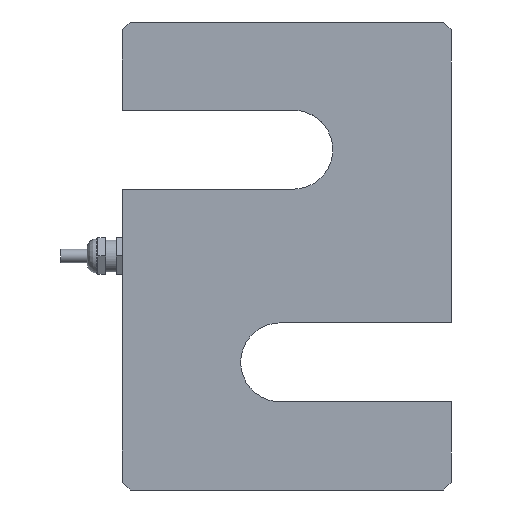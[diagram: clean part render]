
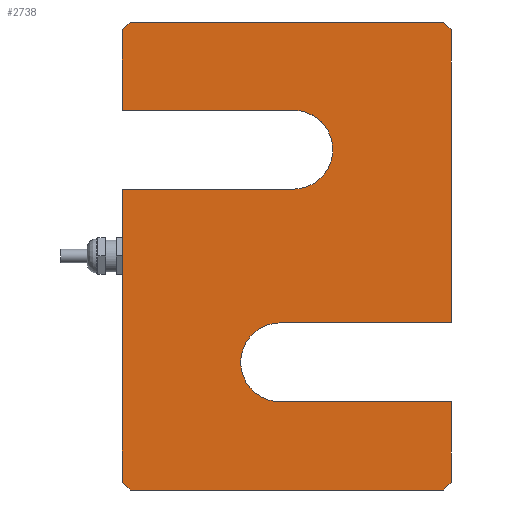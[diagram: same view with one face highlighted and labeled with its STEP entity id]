
A CAD part, front view. The second image highlights one B-rep face of the part: STEP entity #2738.
In plain terms, the highlighted planar face has unit normal (0, -1, 0).
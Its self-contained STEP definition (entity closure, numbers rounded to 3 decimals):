
#309=PLANE('',#2939);
#433=FACE_OUTER_BOUND('',#598,.T.);
#598=EDGE_LOOP('',(#2164,#2165,#2166,#2167,#2168,#2169,#2170,#2171,#2172,
#2173,#2174,#2175,#2176,#2177,#2178,#2179));
#769=LINE('',#7727,#934);
#772=LINE('',#7733,#937);
#775=LINE('',#7739,#940);
#777=LINE('',#7800,#942);
#781=LINE('',#7862,#946);
#783=LINE('',#7866,#948);
#785=LINE('',#7872,#950);
#787=LINE('',#7876,#952);
#788=LINE('',#8120,#953);
#790=LINE('',#8124,#955);
#792=LINE('',#8128,#957);
#793=LINE('',#8131,#958);
#794=LINE('',#8134,#959);
#795=LINE('',#8136,#960);
#934=VECTOR('',#3369,10.);
#937=VECTOR('',#3374,10.);
#940=VECTOR('',#3379,10.);
#942=VECTOR('',#3383,10.);
#946=VECTOR('',#3389,10.);
#948=VECTOR('',#3393,10.);
#950=VECTOR('',#3399,10.);
#952=VECTOR('',#3403,10.);
#953=VECTOR('',#3406,10.);
#955=VECTOR('',#3410,10.);
#957=VECTOR('',#3414,10.);
#958=VECTOR('',#3417,10.);
#959=VECTOR('',#3420,10.);
#960=VECTOR('',#3423,10.);
#995=CIRCLE('',#2940,15.);
#996=CIRCLE('',#2941,15.);
#1207=VERTEX_POINT('',#7723);
#1208=VERTEX_POINT('',#7725);
#1209=VERTEX_POINT('',#7729);
#1210=VERTEX_POINT('',#7731);
#1211=VERTEX_POINT('',#7735);
#1212=VERTEX_POINT('',#7737);
#1214=VERTEX_POINT('',#7797);
#1215=VERTEX_POINT('',#7799);
#1217=VERTEX_POINT('',#7860);
#1218=VERTEX_POINT('',#7864);
#1220=VERTEX_POINT('',#7870);
#1221=VERTEX_POINT('',#7874);
#1222=VERTEX_POINT('',#8122);
#1223=VERTEX_POINT('',#8126);
#1224=VERTEX_POINT('',#8130);
#1225=VERTEX_POINT('',#8133);
#1569=EDGE_CURVE('',#1207,#1208,#769,.T.);
#1572=EDGE_CURVE('',#1209,#1210,#772,.T.);
#1575=EDGE_CURVE('',#1211,#1212,#775,.T.);
#1578=EDGE_CURVE('',#1215,#1214,#777,.T.);
#1583=EDGE_CURVE('',#1217,#1215,#781,.T.);
#1585=EDGE_CURVE('',#1212,#1218,#783,.T.);
#1588=EDGE_CURVE('',#1220,#1218,#785,.T.);
#1590=EDGE_CURVE('',#1220,#1221,#787,.T.);
#1593=EDGE_CURVE('',#1209,#1221,#788,.T.);
#1595=EDGE_CURVE('',#1208,#1222,#790,.T.);
#1597=EDGE_CURVE('',#1223,#1222,#792,.T.);
#1598=EDGE_CURVE('',#1217,#1224,#793,.T.);
#1599=EDGE_CURVE('',#1214,#1211,#995,.T.);
#1600=EDGE_CURVE('',#1210,#1225,#794,.T.);
#1601=EDGE_CURVE('',#1225,#1207,#996,.T.);
#1602=EDGE_CURVE('',#1223,#1224,#795,.T.);
#2164=ORIENTED_EDGE('',*,*,#1598,.F.);
#2165=ORIENTED_EDGE('',*,*,#1583,.T.);
#2166=ORIENTED_EDGE('',*,*,#1578,.T.);
#2167=ORIENTED_EDGE('',*,*,#1599,.T.);
#2168=ORIENTED_EDGE('',*,*,#1575,.T.);
#2169=ORIENTED_EDGE('',*,*,#1585,.T.);
#2170=ORIENTED_EDGE('',*,*,#1588,.F.);
#2171=ORIENTED_EDGE('',*,*,#1590,.T.);
#2172=ORIENTED_EDGE('',*,*,#1593,.F.);
#2173=ORIENTED_EDGE('',*,*,#1572,.T.);
#2174=ORIENTED_EDGE('',*,*,#1600,.T.);
#2175=ORIENTED_EDGE('',*,*,#1601,.T.);
#2176=ORIENTED_EDGE('',*,*,#1569,.T.);
#2177=ORIENTED_EDGE('',*,*,#1595,.T.);
#2178=ORIENTED_EDGE('',*,*,#1597,.F.);
#2179=ORIENTED_EDGE('',*,*,#1602,.T.);
#2738=ADVANCED_FACE('',(#433),#309,.F.);
#2939=AXIS2_PLACEMENT_3D('',#8129,#3415,#3416);
#2940=AXIS2_PLACEMENT_3D('',#8132,#3418,#3419);
#2941=AXIS2_PLACEMENT_3D('',#8135,#3421,#3422);
#3369=DIRECTION('',(1.,0.,0.));
#3374=DIRECTION('',(0.,0.,1.));
#3379=DIRECTION('',(-1.,0.,0.));
#3383=DIRECTION('',(1.,0.,0.));
#3389=DIRECTION('',(0.,0.,-1.));
#3393=DIRECTION('',(0.,0.,-1.));
#3399=DIRECTION('',(-0.707,0.,0.707));
#3403=DIRECTION('',(1.,0.,0.));
#3406=DIRECTION('',(-0.707,0.,-0.707));
#3410=DIRECTION('',(0.,0.,1.));
#3414=DIRECTION('',(0.707,0.,-0.707));
#3415=DIRECTION('center_axis',(0.,1.,0.));
#3416=DIRECTION('ref_axis',(1.,0.,0.));
#3417=DIRECTION('',(0.707,0.,0.707));
#3418=DIRECTION('center_axis',(0.,1.,0.));
#3419=DIRECTION('ref_axis',(0.,0.,1.));
#3420=DIRECTION('',(-1.,0.,0.));
#3421=DIRECTION('center_axis',(0.,1.,0.));
#3422=DIRECTION('ref_axis',(0.,0.,-1.));
#3423=DIRECTION('',(-1.,0.,0.));
#7723=CARTESIAN_POINT('',(-2.5,-25.4,-25.4));
#7725=CARTESIAN_POINT('',(62.5,-25.4,-25.4));
#7727=CARTESIAN_POINT('',(62.5,-25.4,-25.4));
#7729=CARTESIAN_POINT('',(62.5,-25.4,-85.9));
#7731=CARTESIAN_POINT('',(62.5,-25.4,-55.4));
#7733=CARTESIAN_POINT('',(62.5,-25.4,-88.9));
#7735=CARTESIAN_POINT('',(2.5,-25.4,25.4));
#7737=CARTESIAN_POINT('',(-62.5,-25.4,25.4));
#7739=CARTESIAN_POINT('',(-62.5,-25.4,25.4));
#7797=CARTESIAN_POINT('',(2.5,-25.4,55.4));
#7799=CARTESIAN_POINT('',(-62.5,-25.4,55.4));
#7800=CARTESIAN_POINT('',(-62.5,-25.4,55.4));
#7860=CARTESIAN_POINT('',(-62.5,-25.4,85.9));
#7862=CARTESIAN_POINT('',(-62.5,-25.4,88.9));
#7864=CARTESIAN_POINT('',(-62.5,-25.4,-85.9));
#7866=CARTESIAN_POINT('',(-62.5,-25.4,88.9));
#7870=CARTESIAN_POINT('',(-59.5,-25.4,-88.9));
#7872=CARTESIAN_POINT('',(-67.6,-25.4,-80.8));
#7874=CARTESIAN_POINT('',(59.5,-25.4,-88.9));
#7876=CARTESIAN_POINT('',(-62.5,-25.4,-88.9));
#8120=CARTESIAN_POINT('',(67.6,-25.4,-80.8));
#8122=CARTESIAN_POINT('',(62.5,-25.4,85.9));
#8124=CARTESIAN_POINT('',(62.5,-25.4,-88.9));
#8126=CARTESIAN_POINT('',(59.5,-25.4,88.9));
#8128=CARTESIAN_POINT('',(67.6,-25.4,80.8));
#8129=CARTESIAN_POINT('Origin',(0.,-25.4,0.));
#8130=CARTESIAN_POINT('',(-59.5,-25.4,88.9));
#8131=CARTESIAN_POINT('',(-67.6,-25.4,80.8));
#8132=CARTESIAN_POINT('Origin',(2.5,-25.4,40.4));
#8133=CARTESIAN_POINT('',(-2.5,-25.4,-55.4));
#8134=CARTESIAN_POINT('',(62.5,-25.4,-55.4));
#8135=CARTESIAN_POINT('Origin',(-2.5,-25.4,-40.4));
#8136=CARTESIAN_POINT('',(62.5,-25.4,88.9));
